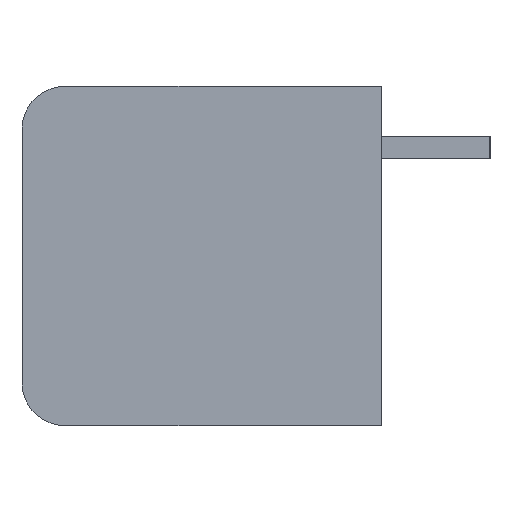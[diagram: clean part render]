
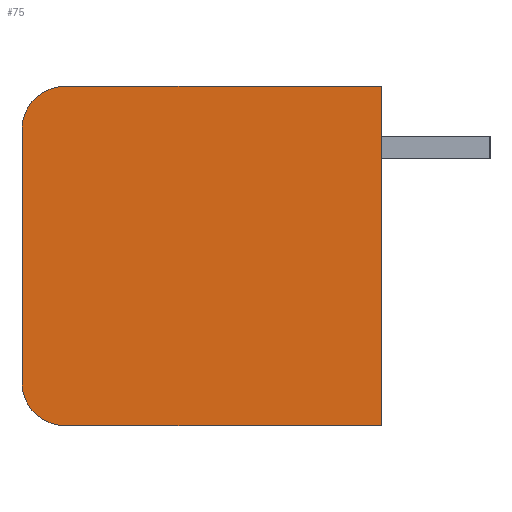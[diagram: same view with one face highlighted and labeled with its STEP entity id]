
A CAD part, left-side view. The second image highlights one B-rep face of the part: STEP entity #75.
In plain terms, the highlighted planar face has unit normal (-1, 0, 0).
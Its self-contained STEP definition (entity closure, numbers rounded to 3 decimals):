
#75=ADVANCED_FACE('',(#355),#356,.T.);
#355=FACE_OUTER_BOUND('',#875,.T.);
#356=PLANE('',#876);
#875=EDGE_LOOP('',(#1619,#1620,#1621,#1622,#1623,#1624));
#876=AXIS2_PLACEMENT_3D('',#1625,#1626,#1627);
#1619=ORIENTED_EDGE('',*,*,#3487,.T.);
#1620=ORIENTED_EDGE('',*,*,#3397,.T.);
#1621=ORIENTED_EDGE('',*,*,#3496,.T.);
#1622=ORIENTED_EDGE('',*,*,#3497,.T.);
#1623=ORIENTED_EDGE('',*,*,#3498,.T.);
#1624=ORIENTED_EDGE('',*,*,#3350,.T.);
#1625=CARTESIAN_POINT('',(-21.463,0.0,0.0));
#1626=DIRECTION('',(-1.0,0.0,0.0));
#1627=DIRECTION('',(0.0,0.0,1.0));
#3350=EDGE_CURVE('',#3988,#3986,#3989,.T.);
#3397=EDGE_CURVE('',#4078,#4076,#4079,.T.);
#3487=EDGE_CURVE('',#3986,#4078,#4245,.T.);
#3496=EDGE_CURVE('',#4076,#4254,#4255,.T.);
#3497=EDGE_CURVE('',#4254,#4256,#4257,.T.);
#3498=EDGE_CURVE('',#4256,#3988,#4258,.T.);
#3986=VERTEX_POINT('',#5025);
#3988=VERTEX_POINT('',#5028);
#3989=LINE('',#5029,#5030);
#4076=VERTEX_POINT('',#5160);
#4078=VERTEX_POINT('',#5163);
#4079=LINE('',#5164,#5165);
#4245=CIRCLE('',#5418,1.6);
#4254=VERTEX_POINT('',#5427);
#4255=CIRCLE('',#5428,1.6);
#4256=VERTEX_POINT('',#5429);
#4257=LINE('',#5430,#5431);
#4258=LINE('',#5432,#5433);
#5025=CARTESIAN_POINT('',(-21.463,11.862,0.0));
#5028=CARTESIAN_POINT('',(-21.463,0.0,0.0));
#5029=CARTESIAN_POINT('',(-21.463,0.0,0.0));
#5030=VECTOR('',#6602,11.862);
#5160=CARTESIAN_POINT('',(-21.463,13.462,-11.1));
#5163=CARTESIAN_POINT('',(-21.463,13.462,-1.6));
#5164=CARTESIAN_POINT('',(-21.463,13.462,-1.6));
#5165=VECTOR('',#6653,9.5);
#5418=AXIS2_PLACEMENT_3D('',#6747,#6748,#6749);
#5427=CARTESIAN_POINT('',(-21.463,11.862,-12.7));
#5428=AXIS2_PLACEMENT_3D('',#6774,#6775,#6776);
#5429=CARTESIAN_POINT('',(-21.463,0.0,-12.7));
#5430=CARTESIAN_POINT('',(-21.463,11.862,-12.7));
#5431=VECTOR('',#6777,11.862);
#5432=CARTESIAN_POINT('',(-21.463,0.0,-12.7));
#5433=VECTOR('',#6778,12.7);
#6602=DIRECTION('',(0.0,1.0,0.0));
#6653=DIRECTION('',(0.0,0.0,-1.0));
#6747=CARTESIAN_POINT('',(-21.463,11.862,-1.6));
#6748=DIRECTION('',(-1.0,0.0,0.0));
#6749=DIRECTION('',(0.0,0.0,1.0));
#6774=CARTESIAN_POINT('',(-21.463,11.862,-11.1));
#6775=DIRECTION('',(-1.0,0.0,0.0));
#6776=DIRECTION('',(0.0,1.0,0.0));
#6777=DIRECTION('',(0.0,-1.0,0.0));
#6778=DIRECTION('',(0.0,0.0,1.0));
